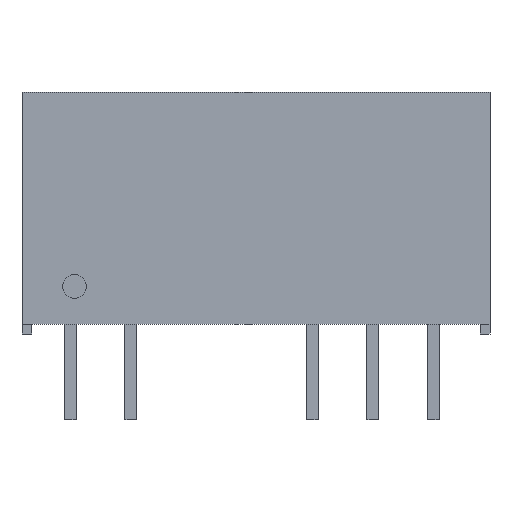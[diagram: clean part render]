
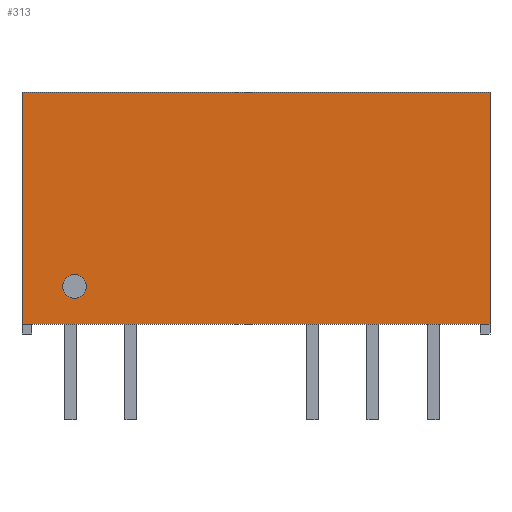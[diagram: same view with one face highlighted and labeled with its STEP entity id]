
A CAD part, front view. The second image highlights one B-rep face of the part: STEP entity #313.
In plain terms, the highlighted planar face has unit normal (0, -1, 0).
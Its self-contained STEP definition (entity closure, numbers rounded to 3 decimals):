
#168=CARTESIAN_POINT('',(-8.12,-3.075,2.0));
#169=VERTEX_POINT('',#168);
#178=CARTESIAN_POINT('',(-7.12,-3.075,2.0));
#179=VERTEX_POINT('',#178);
#180=CARTESIAN_POINT('',(-7.62,-3.075,2.0));
#181=DIRECTION('',(0.0,1.0,0.0));
#182=DIRECTION('',(-1.0,0.0,0.0));
#183=AXIS2_PLACEMENT_3D('',#180,#181,#182);
#184=CIRCLE('',#183,0.5);
#185=EDGE_CURVE('',#179,#169,#184,.T.);
#219=CARTESIAN_POINT('',(-7.62,-3.075,2.0));
#220=DIRECTION('',(0.0,1.0,0.0));
#221=DIRECTION('',(-1.0,0.0,0.0));
#222=AXIS2_PLACEMENT_3D('',#219,#220,#221);
#223=CIRCLE('',#222,0.5);
#224=EDGE_CURVE('',#169,#179,#223,.T.);
#246=CARTESIAN_POINT('',(9.825,-3.075,10.15));
#247=VERTEX_POINT('',#246);
#254=CARTESIAN_POINT('',(9.825,-3.075,0.4));
#255=VERTEX_POINT('',#254);
#256=CARTESIAN_POINT('',(9.825,-3.075,0.4));
#257=DIRECTION('',(0.0,0.0,1.0));
#258=VECTOR('',#257,9.75);
#259=LINE('',#256,#258);
#260=EDGE_CURVE('',#255,#247,#259,.T.);
#279=CARTESIAN_POINT('',(9.825,-3.075,0.4));
#280=DIRECTION('',(0.0,-1.0,0.0));
#281=DIRECTION('',(0.0,0.0,-1.0));
#282=AXIS2_PLACEMENT_3D('',#279,#280,#281);
#283=PLANE('',#282);
#284=CARTESIAN_POINT('',(-9.825,-3.075,10.15));
#285=VERTEX_POINT('',#284);
#286=CARTESIAN_POINT('',(9.825,-3.075,10.15));
#287=DIRECTION('',(-1.0,0.0,0.0));
#288=VECTOR('',#287,19.65);
#289=LINE('',#286,#288);
#290=EDGE_CURVE('',#247,#285,#289,.T.);
#291=ORIENTED_EDGE('',*,*,#290,.T.);
#292=CARTESIAN_POINT('',(-9.825,-3.075,0.4));
#293=VERTEX_POINT('',#292);
#294=CARTESIAN_POINT('',(-9.825,-3.075,0.4));
#295=DIRECTION('',(0.0,0.0,1.0));
#296=VECTOR('',#295,9.75);
#297=LINE('',#294,#296);
#298=EDGE_CURVE('',#293,#285,#297,.T.);
#299=ORIENTED_EDGE('',*,*,#298,.F.);
#300=CARTESIAN_POINT('',(9.825,-3.075,0.4));
#301=DIRECTION('',(-1.0,0.0,0.0));
#302=VECTOR('',#301,19.65);
#303=LINE('',#300,#302);
#304=EDGE_CURVE('',#255,#293,#303,.T.);
#305=ORIENTED_EDGE('',*,*,#304,.F.);
#306=ORIENTED_EDGE('',*,*,#260,.T.);
#307=EDGE_LOOP('',(#291,#299,#305,#306));
#308=FACE_OUTER_BOUND('',#307,.T.);
#309=ORIENTED_EDGE('',*,*,#224,.T.);
#310=ORIENTED_EDGE('',*,*,#185,.T.);
#311=EDGE_LOOP('',(#309,#310));
#312=FACE_BOUND('',#311,.T.);
#313=ADVANCED_FACE('',(#308,#312),#283,.T.);
